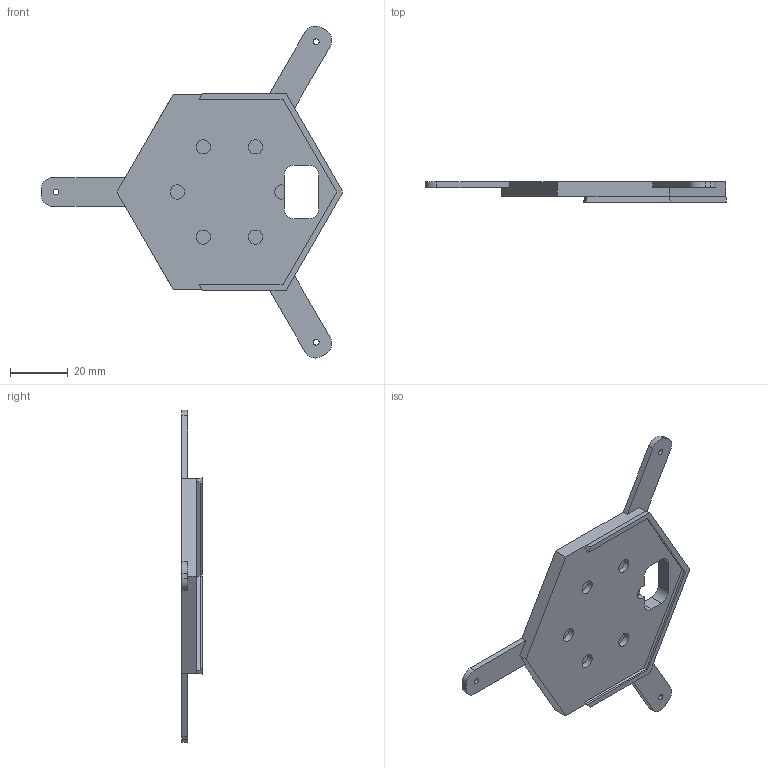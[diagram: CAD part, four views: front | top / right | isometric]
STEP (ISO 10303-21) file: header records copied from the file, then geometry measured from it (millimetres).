
FILE_DESCRIPTION(/* description */ (''),/* implementation_level */ '2;1');
FILE_NAME(/* name */ 'Small Mori Adaptor.step',/* time_stamp */ '2022-12-02T21:48:15+01:00',/* author */ (''),/* organization */ (''),/* preprocessor_version */ 'ST-DEVELOPER v19.2',/* originating_system */ 'Autodesk Translation Framework v11.17.0.187',/* authorisation */ '');
FILE_SCHEMA (('AUTOMOTIVE_DESIGN { 1 0 10303 214 3 1 1 }'));
Length unit declared in the file: millimetre
Products named in the file (1): User Interface JoJo v1
Bounding box: 104.14 x 7.05 x 114.66 mm (x, y, z)
Volume: 20158.2 mm3; surface area: 11735.2 mm2
Topology: 1 solids, 1 shells, 69 faces, 181 edges, 119 vertices
Faces by surface type: plane 50, cylinder 19
Full cylindrical faces by diameter (mm): 2 x3, 4.91 x5
Entity records: 2162 total; most frequent: CARTESIAN_POINT 370, ORIENTED_EDGE 362, DIRECTION 359, EDGE_CURVE 181, LINE 143, VECTOR 143, VERTEX_POINT 119, AXIS2_PLACEMENT_3D 108
